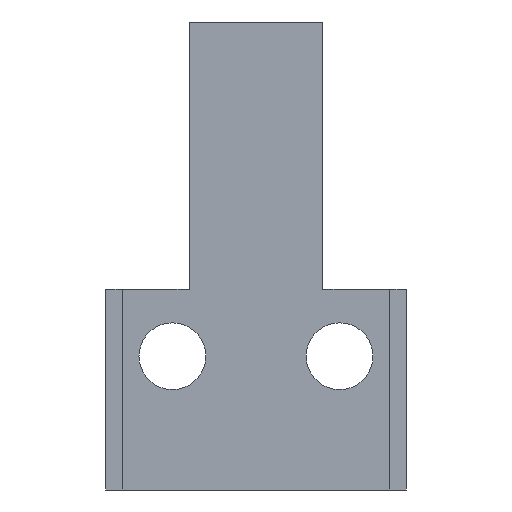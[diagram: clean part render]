
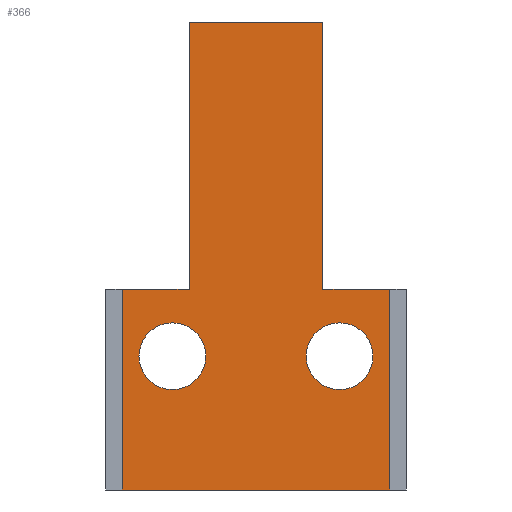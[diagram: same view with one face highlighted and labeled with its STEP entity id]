
A CAD part, front view. The second image highlights one B-rep face of the part: STEP entity #366.
In plain terms, the highlighted planar face has unit normal (0, -1, 0).
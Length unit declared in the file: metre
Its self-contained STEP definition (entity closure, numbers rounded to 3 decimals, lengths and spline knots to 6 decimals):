
#27=CIRCLE('',#459,0.003175);
#28=CIRCLE('',#460,0.003175);
#49=ORIENTED_EDGE('',*,*,#145,.F.);
#50=ORIENTED_EDGE('',*,*,#144,.F.);
#51=ORIENTED_EDGE('',*,*,#146,.F.);
#52=ORIENTED_EDGE('',*,*,#147,.F.);
#53=ORIENTED_EDGE('',*,*,#148,.T.);
#54=ORIENTED_EDGE('',*,*,#149,.F.);
#55=ORIENTED_EDGE('',*,*,#150,.T.);
#56=ORIENTED_EDGE('',*,*,#134,.T.);
#57=ORIENTED_EDGE('',*,*,#151,.F.);
#58=ORIENTED_EDGE('',*,*,#152,.F.);
#134=EDGE_CURVE('',#183,#182,#216,.T.);
#144=EDGE_CURVE('',#192,#188,#226,.T.);
#145=EDGE_CURVE('',#188,#182,#227,.T.);
#146=EDGE_CURVE('',#193,#192,#228,.T.);
#147=EDGE_CURVE('',#194,#193,#229,.T.);
#148=EDGE_CURVE('',#194,#195,#230,.T.);
#149=EDGE_CURVE('',#196,#195,#231,.T.);
#150=EDGE_CURVE('',#196,#183,#232,.T.);
#151=EDGE_CURVE('',#197,#197,#27,.T.);
#152=EDGE_CURVE('',#198,#198,#28,.T.);
#182=VERTEX_POINT('',#587);
#183=VERTEX_POINT('',#589);
#188=VERTEX_POINT('',#600);
#192=VERTEX_POINT('',#608);
#193=VERTEX_POINT('',#613);
#194=VERTEX_POINT('',#615);
#195=VERTEX_POINT('',#617);
#196=VERTEX_POINT('',#619);
#197=VERTEX_POINT('',#622);
#198=VERTEX_POINT('',#624);
#216=LINE('',#588,#256);
#226=LINE('',#609,#266);
#227=LINE('',#611,#267);
#228=LINE('',#612,#268);
#229=LINE('',#614,#269);
#230=LINE('',#616,#270);
#231=LINE('',#618,#271);
#232=LINE('',#620,#272);
#256=VECTOR('',#490,1.);
#266=VECTOR('',#502,1.);
#267=VECTOR('',#505,1.);
#268=VECTOR('',#506,1.);
#269=VECTOR('',#507,1.);
#270=VECTOR('',#508,1.);
#271=VECTOR('',#509,1.);
#272=VECTOR('',#510,1.);
#295=EDGE_LOOP('',(#49,#50,#51,#52,#53,#54,#55,#56));
#296=EDGE_LOOP('',(#57));
#297=EDGE_LOOP('',(#58));
#323=FACE_BOUND('',#295,.T.);
#324=FACE_BOUND('',#296,.T.);
#325=FACE_BOUND('',#297,.T.);
#351=PLANE('',#458);
#366=ADVANCED_FACE('',(#323,#324,#325),#351,.T.);
#458=AXIS2_PLACEMENT_3D('',#610,#503,#504);
#459=AXIS2_PLACEMENT_3D('',#621,#511,#512);
#460=AXIS2_PLACEMENT_3D('',#623,#513,#514);
#490=DIRECTION('',(1.,0.,0.));
#502=DIRECTION('',(1.,0.,0.));
#503=DIRECTION('',(0.,-1.,0.));
#504=DIRECTION('',(1.,0.,0.));
#505=DIRECTION('',(0.,0.,-1.));
#506=DIRECTION('',(0.,0.,-1.));
#507=DIRECTION('',(1.,0.,0.));
#508=DIRECTION('',(0.,0.,-1.));
#509=DIRECTION('',(1.,0.,0.));
#510=DIRECTION('',(0.,0.,-1.));
#511=DIRECTION('',(0.,-1.,0.));
#512=DIRECTION('',(0.,0.,-1.));
#513=DIRECTION('',(0.,-1.,0.));
#514=DIRECTION('',(0.,0.,-1.));
#587=CARTESIAN_POINT('',(0.0127,-0.014288,-0.009525));
#588=CARTESIAN_POINT('',(0.,-0.014288,-0.009525));
#589=CARTESIAN_POINT('',(-0.0127,-0.014288,-0.009525));
#600=CARTESIAN_POINT('',(0.0127,-0.014288,0.009525));
#608=CARTESIAN_POINT('',(0.00635,-0.014288,0.009525));
#609=CARTESIAN_POINT('',(0.010319,-0.014288,0.009525));
#610=CARTESIAN_POINT('',(0.,-0.014288,0.0127));
#611=CARTESIAN_POINT('',(0.0127,-0.014288,0.045225));
#612=CARTESIAN_POINT('',(0.00635,-0.014288,0.022225));
#613=CARTESIAN_POINT('',(0.00635,-0.014288,0.034925));
#614=CARTESIAN_POINT('',(0.,-0.014288,0.034925));
#615=CARTESIAN_POINT('',(-0.00635,-0.014288,0.034925));
#616=CARTESIAN_POINT('',(-0.00635,-0.014288,0.022225));
#617=CARTESIAN_POINT('',(-0.00635,-0.014288,0.009525));
#618=CARTESIAN_POINT('',(-0.010319,-0.014288,0.009525));
#619=CARTESIAN_POINT('',(-0.0127,-0.014288,0.009525));
#620=CARTESIAN_POINT('',(-0.0127,-0.014288,0.045225));
#621=CARTESIAN_POINT('',(-0.007938,-0.014288,0.003175));
#622=CARTESIAN_POINT('',(-0.007938,-0.014288,0.));
#623=CARTESIAN_POINT('',(0.007938,-0.014288,0.003175));
#624=CARTESIAN_POINT('',(0.007938,-0.014288,0.));
